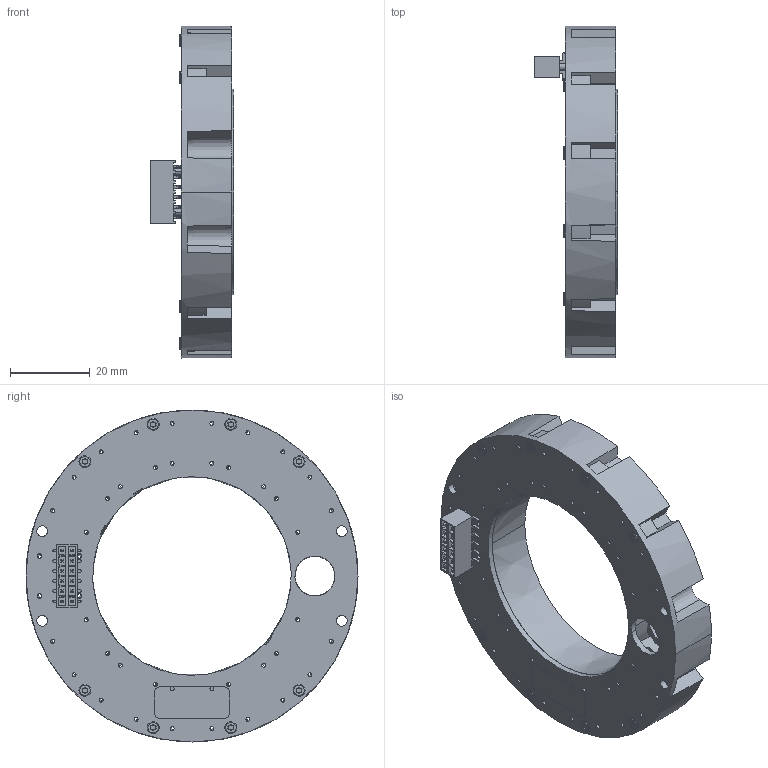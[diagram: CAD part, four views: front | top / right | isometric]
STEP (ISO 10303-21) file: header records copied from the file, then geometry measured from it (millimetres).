
FILE_DESCRIPTION(('OneSpaceDesigner STEP Export'),'2;1');
FILE_NAME('2069006;2074003;2074009/2069006_2074003_2074009_Beleuchtung_wide_Dummy.stp','2018-09-27T11:51:38',('SICK AG'),('SICK AG'),'Creo Elements/Direct Modeling STEP processor for AP214 (Solid Model)','Creo Elements/Direct Modeling 18.1B 29-Sep-2012 (C) Parametric Technology GmbH','');
FILE_SCHEMA(('AUTOMOTIVE_DESIGN { 1 0 10303 214 1 1 1 1 }'));
Length unit declared in the file: millimetre
Products named in the file (2): 2069006_2074003_2074009_Beleuchtung_wide_Dummy
Assembly tree (1 placements, depth 2):
  2069006_2074003_2074009_Beleuchtung_wide_Dummy
    2069006_2074003_2074009_Beleuchtung_wide_Dummy
Bounding box: 21.01 x 83.1 x 83.1 mm (x, y, z)
Volume: 12560 mm3; surface area: 24163.6 mm2
Topology: 1 solids, 1 shells, 2245 faces, 6200 edges, 4045 vertices
Faces by surface type: plane 1373, cylinder 574, cone 172, bspline 70, extrusion 40, torus 16
Entity records: 90570 total; most frequent: CARTESIAN_POINT 16611, ORIENTED_EDGE 12400, DIRECTION 10715, EDGE_CURVE 6200, VECTOR 4149, LINE 4109, VERTEX_POINT 4045, AXIS2_PLACEMENT_3D 3283
